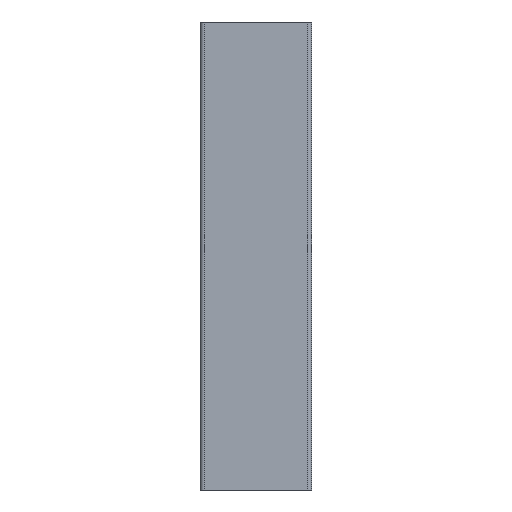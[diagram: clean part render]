
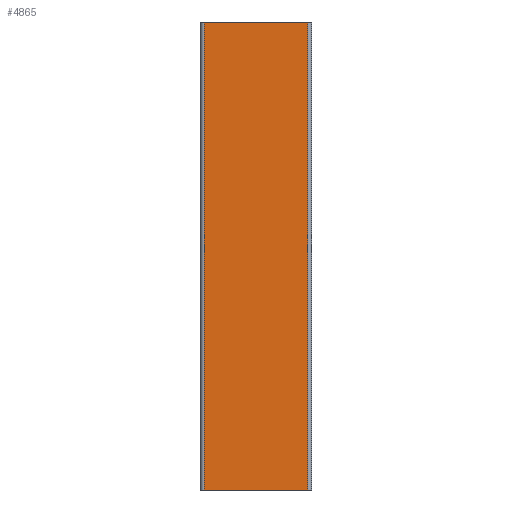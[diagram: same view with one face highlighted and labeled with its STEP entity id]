
A CAD part, left-side view. The second image highlights one B-rep face of the part: STEP entity #4865.
In plain terms, the highlighted planar face has unit normal (-1, 0, 0).
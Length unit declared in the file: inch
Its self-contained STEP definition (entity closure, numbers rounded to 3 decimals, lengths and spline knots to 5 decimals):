
#398 = AXIS2_PLACEMENT_3D ( 'NONE', #1801, #1795, #1794 ) ;
#891 = FACE_OUTER_BOUND ( 'NONE', #2914, .T. ) ;
#1223 = CARTESIAN_POINT ( 'NONE',  ( -0.01775, 0.42438, -2.28 ) ) ;
#1474 = CARTESIAN_POINT ( 'NONE',  ( -0.01775, 0.42438, 0. ) ) ;
#1478 = CARTESIAN_POINT ( 'NONE',  ( -0.01775, -0.08062, -2.28 ) ) ;
#1479 = CARTESIAN_POINT ( 'NONE',  ( -0.01775, -0.08062, 0. ) ) ;
#1794 = DIRECTION ( 'NONE',  ( 0., -1., 0. ) ) ;
#1795 = DIRECTION ( 'NONE',  ( -1., 0., 0. ) ) ;
#1801 = CARTESIAN_POINT ( 'NONE',  ( -0.01775, 0.42438, -2.28 ) ) ;
#1805 = PLANE ( 'NONE',  #398 ) ;
#2312 = VECTOR ( 'NONE', #3056, 39.37008 ) ;
#2321 = LINE ( 'NONE', #3043, #2312 ) ;
#2428 = VECTOR ( 'NONE', #3296, 39.37008 ) ;
#2429 = LINE ( 'NONE', #3297, #2428 ) ;
#2430 = VECTOR ( 'NONE', #3298, 39.37008 ) ;
#2914 = EDGE_LOOP ( 'NONE', ( #3627, #3626, #3625, #3687 ) ) ;
#3040 = CARTESIAN_POINT ( 'NONE',  ( -0.01775, -0.08062, -2.28 ) ) ;
#3043 = CARTESIAN_POINT ( 'NONE',  ( -0.01775, 0.42438, -2.28 ) ) ;
#3056 = DIRECTION ( 'NONE',  ( 0., -1., 0. ) ) ;
#3155 = CARTESIAN_POINT ( 'NONE',  ( -0.01775, 0.42438, -2.28 ) ) ;
#3296 = DIRECTION ( 'NONE',  ( 0., -1., 0. ) ) ;
#3297 = CARTESIAN_POINT ( 'NONE',  ( -0.01775, 0.42438, 0. ) ) ;
#3298 = DIRECTION ( 'NONE',  ( 0., 0., 1. ) ) ;
#3307 = DIRECTION ( 'NONE',  ( 0., 0., 1. ) ) ;
#3625 = ORIENTED_EDGE ( 'NONE', *, *, #4030, .T. ) ;
#3626 = ORIENTED_EDGE ( 'NONE', *, *, #4037, .F. ) ;
#3627 = ORIENTED_EDGE ( 'NONE', *, *, #4038, .F. ) ;
#3687 = ORIENTED_EDGE ( 'NONE', *, *, #4034, .T. ) ;
#4030 = EDGE_CURVE ( 'NONE', #5397, #5154, #2321, .T. ) ;
#4034 = EDGE_CURVE ( 'NONE', #5154, #5153, #4957, .T. ) ;
#4037 = EDGE_CURVE ( 'NONE', #5397, #5158, #4790, .T. ) ;
#4038 = EDGE_CURVE ( 'NONE', #5158, #5153, #2429, .T. ) ;
#4790 = LINE ( 'NONE', #3155, #2430 ) ;
#4865 = ADVANCED_FACE ( 'NONE', ( #891 ), #1805, .T. ) ;
#4956 = VECTOR ( 'NONE', #3307, 39.37008 ) ;
#4957 = LINE ( 'NONE', #3040, #4956 ) ;
#5153 = VERTEX_POINT ( 'NONE', #1479 ) ;
#5154 = VERTEX_POINT ( 'NONE', #1478 ) ;
#5158 = VERTEX_POINT ( 'NONE', #1474 ) ;
#5397 = VERTEX_POINT ( 'NONE', #1223 ) ;
